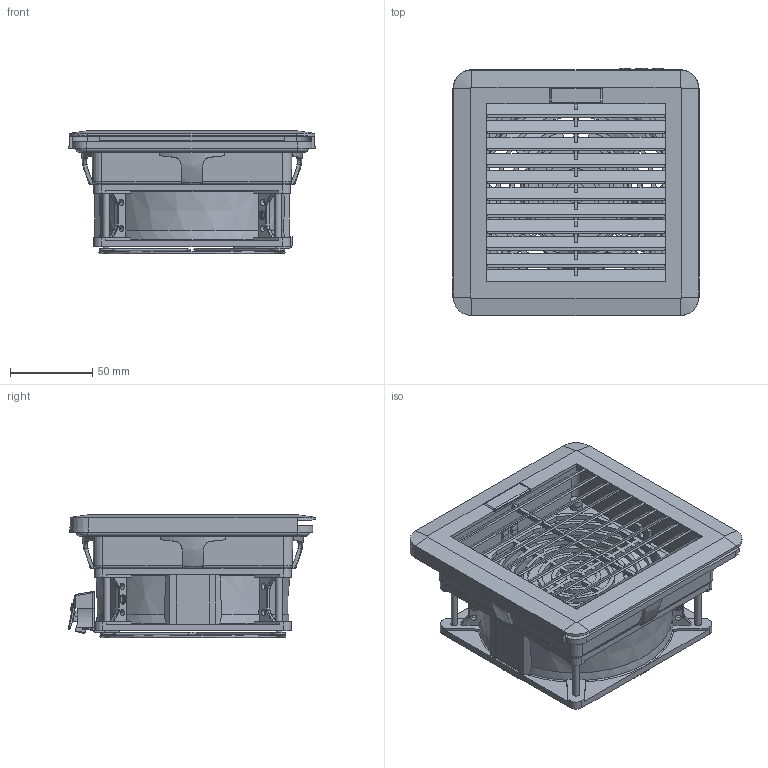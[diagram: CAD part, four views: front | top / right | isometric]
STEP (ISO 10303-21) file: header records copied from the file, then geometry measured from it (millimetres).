
FILE_DESCRIPTION(/* description */ (''),/* implementation_level */ '2;1');
FILE_NAME(/* name */ 'NLV-150X.step',/* time_stamp */ '2022-06-16T11:40:04+03:00',/* author */ (''),/* organization */ (''),/* preprocessor_version */ 'ST-DEVELOPER v19',/* originating_system */ 'Autodesk Translation Framework v11.7.0.108',/* authorisation */ '');
FILE_SCHEMA (('AUTOMOTIVE_DESIGN { 1 0 10303 214 3 1 1 }'));
Products named in the file (11): NLV(300-250-200-150-100)_СБ; NLV_150X_СБ; NLV-150_Корпус; NLV-150_Крышка; 120 fan; 745222.002 - РЕШЕТКА; Fan_grill_120; NLV _ защелка; ЛОГО; Adels-Contact_21721; EN ISO 7045 - M4 x 40 - 4.8 - Z(1)
Assembly tree (16 placements, depth 3):
  NLV(300-250-200-150-100)_СБ
    NLV_150X_СБ
      NLV-150_Корпус
      NLV-150_Крышка
      120 fan
      745222.002 - РЕШЕТКА
      Fan_grill_120
      EN ISO 7045 - M4 x 40 - 4.8 - Z(1)  x4
      NLV _ защелка  x4
      ЛОГО
      Adels-Contact_21721
Bounding box: 150 x 150.73 x 75.4 mm (x, y, z)
Volume: 242988.7 mm3; surface area: 257052.2 mm2
Topology: 27 solids, 31 shells, 2741 faces, 7434 edges, 4785 vertices
Faces by surface type: plane 1440, cylinder 587, bspline 372, cone 169, torus 143, sphere 30
Full cylindrical faces by diameter (mm): 1.8 x4, 2.529 x8, 3 x4, 3.086 x7, 3.621 x4, 3.7 x2, 3.8 x6, 4 x8, 4.2 x1, 4.252 x3, 4.4 x8, 4.8 x2, 5.6 x2, 7 x4, 7.5 x1, 8 x4, 60 x1, 60.127 x11, 61.85 x11, 63 x1, 67 x1, 68 x1
Entity records: 129510 total; most frequent: CARTESIAN_POINT 65624, ORIENTED_EDGE 13662, DIRECTION 12200, EDGE_CURVE 6831, VERTEX_POINT 4391, AXIS2_PLACEMENT_3D 4068, LINE 4064, VECTOR 4064
